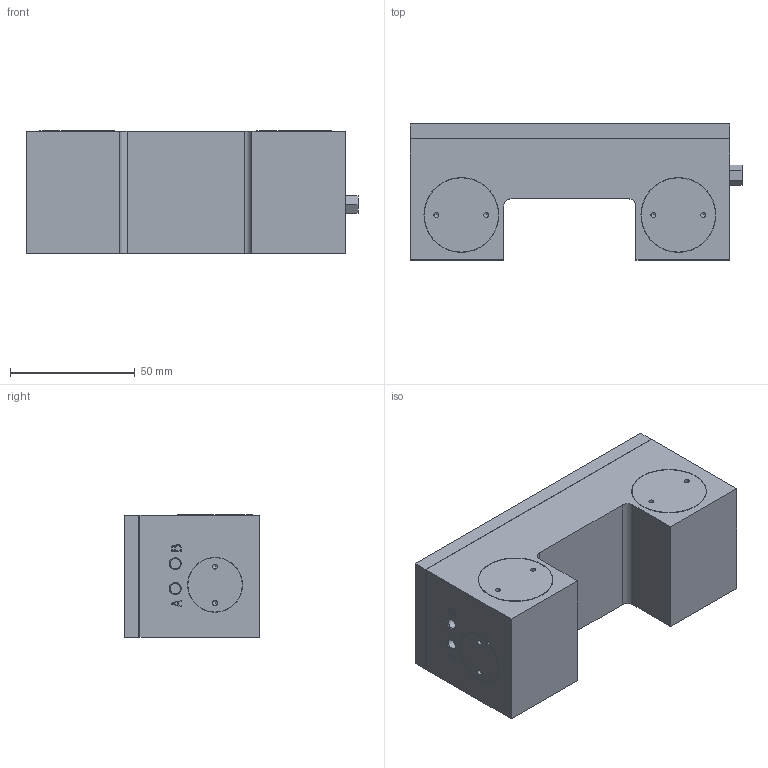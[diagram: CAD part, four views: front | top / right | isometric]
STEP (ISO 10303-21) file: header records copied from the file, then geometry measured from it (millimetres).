
FILE_DESCRIPTION( ( 'STEP AP203' ), '1' );
FILE_NAME( 'MK5501A-PMK55-6-SBCSBI-SBI..FL-55.stp', '2021-04-19T13:13:04', ( 'License CC BY-ND 4.0' ), ( 'CADENAS' ), ' ', 'PARTsolutions', ' ' );
FILE_SCHEMA( ( 'CONFIG_CONTROL_DESIGN' ) );
Length unit declared in the file: millimetre
Products named in the file (4): MK5501A-PMK55-6-SBCSBI-SBI..FL-55; _Gehaeuse_MKS 5501A 56.04; _Luftfilter 5 7; _PMK55-6
Assembly tree (3 placements, depth 2):
  MK5501A-PMK55-6-SBCSBI-SBI..FL-55
    _Gehaeuse_MKS 5501A 56.04
    _Luftfilter 5 7
    _PMK55-6
Bounding box: 133.1 x 54.5 x 49.1 mm (x, y, z)
Volume: 272206 mm3; surface area: 46613.6 mm2
Topology: 3 solids, 3 shells, 146 faces, 346 edges, 232 vertices
Faces by surface type: plane 92, cylinder 38, cone 16
Full cylindrical faces by diameter (mm): 2 x8, 4.134 x4, 8.376 x4, 10.5 x4, 21.8 x2, 22 x2, 29.8 x2, 30 x2
Entity records: 3919 total; most frequent: DIRECTION 658, CARTESIAN_POINT 636, ORIENTED_EDGE 548, EDGE_CURVE 274, AXIS2_PLACEMENT_3D 234, EDGE_LOOP 224, VERTEX_POINT 212, LINE 190
